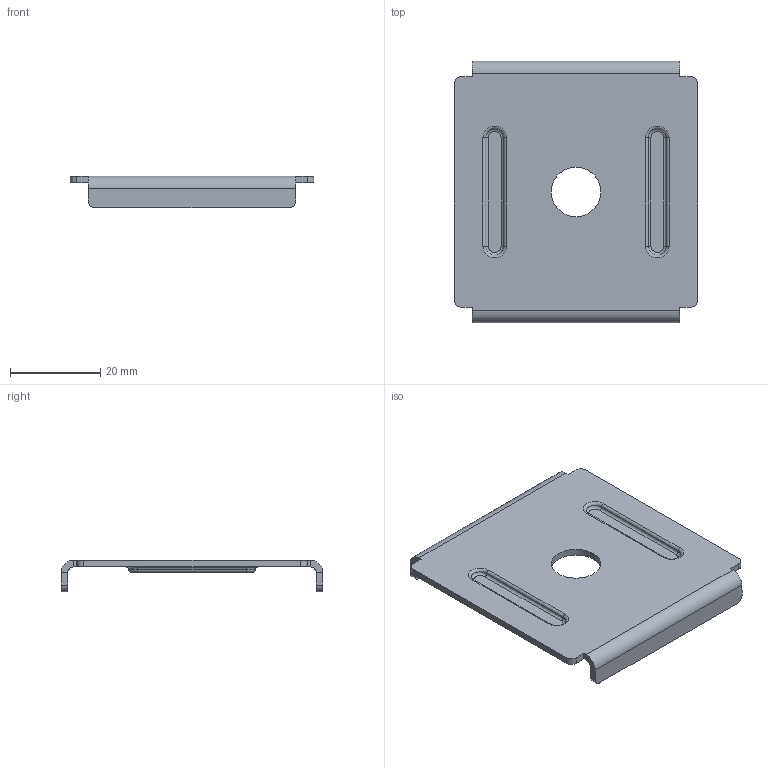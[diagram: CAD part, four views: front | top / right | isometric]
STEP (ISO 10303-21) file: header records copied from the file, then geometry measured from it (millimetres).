
FILE_DESCRIPTION (( 'STEP AP214' ), '1' );
FILE_NAME ('fp Ôèêñàòîðíàÿ ïëîùàäêà EKF.STEP', '2020-08-27T06:36:01', ( '' ), ( '' ), 'SwSTEP 2.0', 'SolidWorks 2019', '' );
FILE_SCHEMA (( 'AUTOMOTIVE_DESIGN' ));
Length unit declared in the file: millimetre
Products named in the file (1): fp Ôèêñàòîðíàÿ ïëîùàäêà EKF
Bounding box: 54 x 58 x 7 mm (x, y, z)
Volume: 5103.2 mm3; surface area: 7378.1 mm2
Topology: 1 solids, 1 shells, 76 faces, 178 edges, 108 vertices
Faces by surface type: cylinder 30, plane 30, torus 16
Entity records: 2208 total; most frequent: DIRECTION 416, CARTESIAN_POINT 363, ORIENTED_EDGE 356, EDGE_CURVE 178, AXIS2_PLACEMENT_3D 161, VERTEX_POINT 108, LINE 94, VECTOR 94
